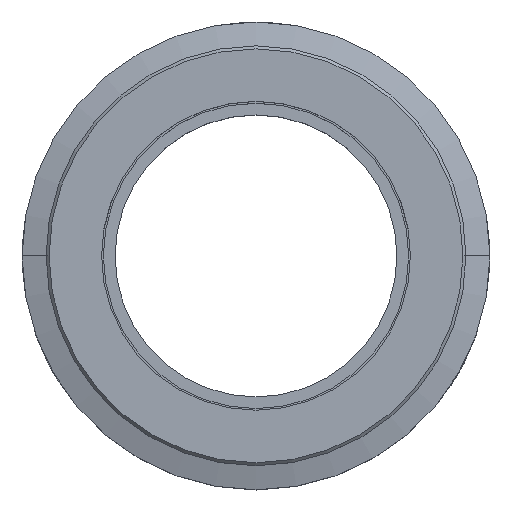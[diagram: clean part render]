
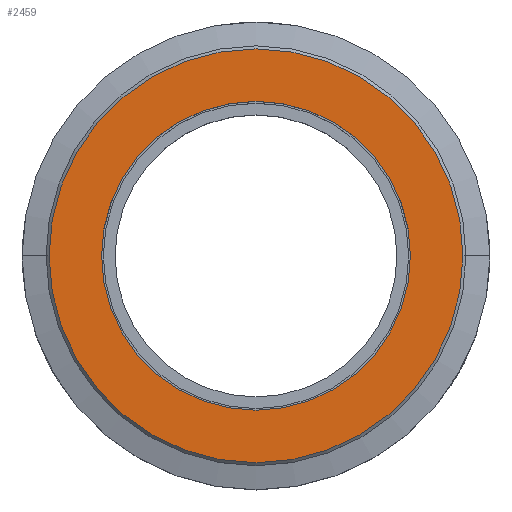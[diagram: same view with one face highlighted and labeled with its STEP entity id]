
A CAD part, top view. The second image highlights one B-rep face of the part: STEP entity #2459.
In plain terms, the highlighted planar face has unit normal (0, 0, 1).
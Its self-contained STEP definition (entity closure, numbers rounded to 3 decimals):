
#181 = EDGE_CURVE ( 'NONE', #1630, #1739, #2453, .T. ) ;
#237 = CARTESIAN_POINT ( 'NONE',  ( 0., 0., 19. ) ) ;
#242 = AXIS2_PLACEMENT_3D ( 'NONE', #1888, #1673, #1499 ) ;
#254 = DIRECTION ( 'NONE',  ( 0., 0., 1. ) ) ;
#261 = DIRECTION ( 'NONE',  ( 1., 0., 0. ) ) ;
#371 = EDGE_LOOP ( 'NONE', ( #1582, #884 ) ) ;
#615 = AXIS2_PLACEMENT_3D ( 'NONE', #237, #254, #261 ) ;
#699 = CIRCLE ( 'NONE', #2668, 34.5 ) ;
#737 = EDGE_CURVE ( 'NONE', #1739, #1630, #699, .T. ) ;
#859 = CARTESIAN_POINT ( 'NONE',  ( -34.5, 0., 19. ) ) ;
#884 = ORIENTED_EDGE ( 'NONE', *, *, #181, .T. ) ;
#895 = AXIS2_PLACEMENT_3D ( 'NONE', #2410, #1884, #1207 ) ;
#913 = VERTEX_POINT ( 'NONE', #1222 ) ;
#947 = AXIS2_PLACEMENT_3D ( 'NONE', #1318, #1387, #1512 ) ;
#1066 = EDGE_LOOP ( 'NONE', ( #1515, #1550 ) ) ;
#1207 = DIRECTION ( 'NONE',  ( 1., 0., 0. ) ) ;
#1222 = CARTESIAN_POINT ( 'NONE',  ( -25.75, 0., 19. ) ) ;
#1318 = CARTESIAN_POINT ( 'NONE',  ( 0., 0., 19. ) ) ;
#1387 = DIRECTION ( 'NONE',  ( 0., 0., -1. ) ) ;
#1445 = EDGE_CURVE ( 'NONE', #2148, #913, #1861, .T. ) ;
#1499 = DIRECTION ( 'NONE',  ( -1., 0., 0. ) ) ;
#1512 = DIRECTION ( 'NONE',  ( -1., 0., 0. ) ) ;
#1515 = ORIENTED_EDGE ( 'NONE', *, *, #2310, .T. ) ;
#1550 = ORIENTED_EDGE ( 'NONE', *, *, #1445, .T. ) ;
#1582 = ORIENTED_EDGE ( 'NONE', *, *, #737, .T. ) ;
#1630 = VERTEX_POINT ( 'NONE', #2409 ) ;
#1673 = DIRECTION ( 'NONE',  ( 0., 0., -1. ) ) ;
#1739 = VERTEX_POINT ( 'NONE', #859 ) ;
#1824 = CARTESIAN_POINT ( 'NONE',  ( 25.75, 0., 19. ) ) ;
#1861 = CIRCLE ( 'NONE', #947, 25.75 ) ;
#1884 = DIRECTION ( 'NONE',  ( 0., 0., 1. ) ) ;
#1888 = CARTESIAN_POINT ( 'NONE',  ( 0., 0., 19. ) ) ;
#2148 = VERTEX_POINT ( 'NONE', #1824 ) ;
#2310 = EDGE_CURVE ( 'NONE', #913, #2148, #2782, .T. ) ;
#2409 = CARTESIAN_POINT ( 'NONE',  ( 34.5, 0., 19. ) ) ;
#2410 = CARTESIAN_POINT ( 'NONE',  ( 0., 25.75, 19. ) ) ;
#2453 = CIRCLE ( 'NONE', #615, 34.5 ) ;
#2459 = ADVANCED_FACE ( 'NONE', ( #2969, #2908 ), #2635, .T. ) ;
#2635 = PLANE ( 'NONE',  #895 ) ;
#2668 = AXIS2_PLACEMENT_3D ( 'NONE', #2673, #2684, #2689 ) ;
#2673 = CARTESIAN_POINT ( 'NONE',  ( 0., 0., 19. ) ) ;
#2684 = DIRECTION ( 'NONE',  ( 0., 0., 1. ) ) ;
#2689 = DIRECTION ( 'NONE',  ( 1., 0., 0. ) ) ;
#2782 = CIRCLE ( 'NONE', #242, 25.75 ) ;
#2908 = FACE_BOUND ( 'NONE', #1066, .T. ) ;
#2969 = FACE_OUTER_BOUND ( 'NONE', #371, .T. ) ;
